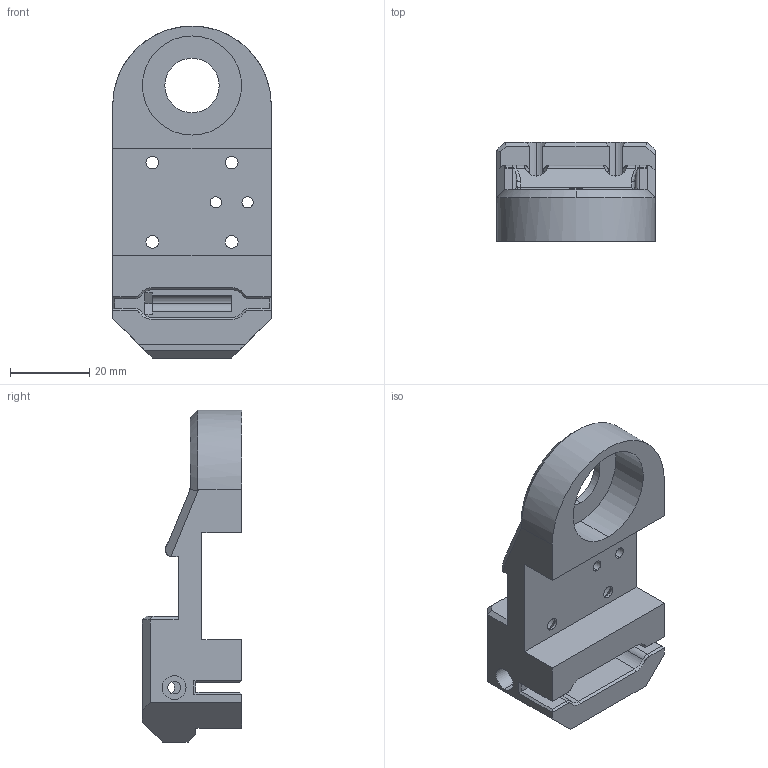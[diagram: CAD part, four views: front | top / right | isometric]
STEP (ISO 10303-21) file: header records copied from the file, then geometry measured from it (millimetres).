
FILE_DESCRIPTION (( 'STEP AP203' ), '1' );
FILE_NAME ('Laser_head_gantry_mount.STEP', '2019-06-25T20:18:40', ( '' ), ( '' ), 'SwSTEP 2.0', 'SolidWorks 2018', '' );
FILE_SCHEMA (( 'CONFIG_CONTROL_DESIGN' ));
Length unit declared in the file: millimetre
Products named in the file (1): Laser_head_gantry_mount
Bounding box: 40 x 25 x 83.7 mm (x, y, z)
Volume: 34224.3 mm3; surface area: 13619.9 mm2
Topology: 1 solids, 1 shells, 169 faces, 447 edges, 282 vertices
Faces by surface type: plane 83, cylinder 61, cone 18, bspline 6, torus 1
Entity records: 5649 total; most frequent: CARTESIAN_POINT 1396, ORIENTED_EDGE 894, DIRECTION 857, EDGE_CURVE 447, AXIS2_PLACEMENT_3D 295, VERTEX_POINT 282, VECTOR 267, LINE 267
